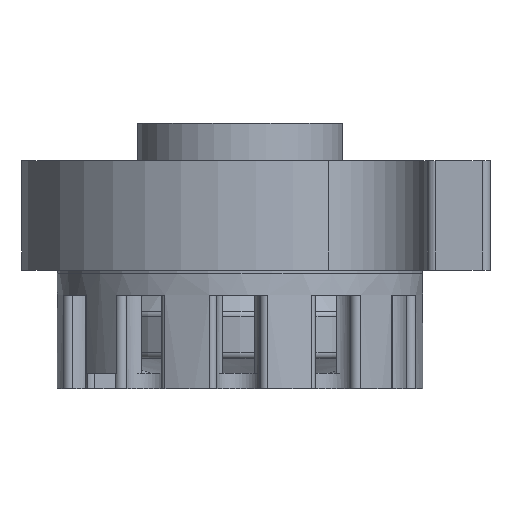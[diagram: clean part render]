
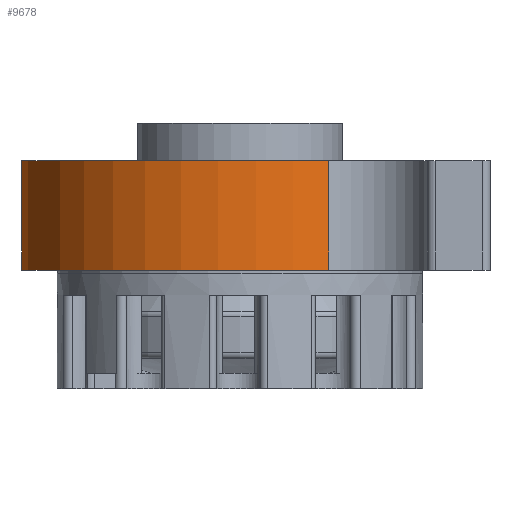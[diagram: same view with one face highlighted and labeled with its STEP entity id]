
A CAD part, left-side view. The second image highlights one B-rep face of the part: STEP entity #9678.
In plain terms, the highlighted cylindrical face has radius 70 mm (diameter 140 mm), a partial arc.
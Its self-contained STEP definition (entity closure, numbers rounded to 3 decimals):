
#1141=FACE_OUTER_BOUND('',#1932,.T.);
#1932=EDGE_LOOP('',(#8724,#8725,#8726,#8727));
#2421=LINE('',#17452,#2908);
#2422=LINE('',#17454,#2909);
#2908=VECTOR('',#14174,10.);
#2909=VECTOR('',#14177,10.);
#3723=CIRCLE('',#10993,70.);
#3730=CIRCLE('',#11003,70.);
#4615=VERTEX_POINT('',#17329);
#4616=VERTEX_POINT('',#17331);
#4626=VERTEX_POINT('',#17357);
#4627=VERTEX_POINT('',#17359);
#5931=EDGE_CURVE('',#4615,#4616,#3723,.T.);
#5945=EDGE_CURVE('',#4626,#4627,#3730,.F.);
#5992=EDGE_CURVE('',#4627,#4615,#2421,.T.);
#5993=EDGE_CURVE('',#4616,#4626,#2422,.T.);
#8724=ORIENTED_EDGE('',*,*,#5992,.F.);
#8725=ORIENTED_EDGE('',*,*,#5945,.F.);
#8726=ORIENTED_EDGE('',*,*,#5993,.F.);
#8727=ORIENTED_EDGE('',*,*,#5931,.F.);
#9152=CYLINDRICAL_SURFACE('',#11093,70.);
#9678=ADVANCED_FACE('',(#1141),#9152,.T.);
#10993=AXIS2_PLACEMENT_3D('',#17332,#14040,#14041);
#11003=AXIS2_PLACEMENT_3D('',#17360,#14067,#14068);
#11093=AXIS2_PLACEMENT_3D('',#17544,#14290,#14291);
#14040=DIRECTION('center_axis',(0.,0.,-1.));
#14041=DIRECTION('ref_axis',(1.,0.,0.));
#14067=DIRECTION('center_axis',(0.,0.,-1.));
#14068=DIRECTION('ref_axis',(-1.,0.,0.));
#14174=DIRECTION('',(0.,0.,-1.));
#14177=DIRECTION('',(0.,0.,1.));
#14290=DIRECTION('center_axis',(0.,0.,-1.));
#14291=DIRECTION('ref_axis',(0.,1.,0.));
#17329=CARTESIAN_POINT('',(-63.99,-28.378,-10.));
#17331=CARTESIAN_POINT('',(63.99,-28.378,-10.));
#17332=CARTESIAN_POINT('Origin',(0.,0.,-10.));
#17357=CARTESIAN_POINT('',(63.99,-28.378,25.));
#17359=CARTESIAN_POINT('',(-63.99,-28.378,25.));
#17360=CARTESIAN_POINT('Origin',(0.,0.,25.));
#17452=CARTESIAN_POINT('',(-63.99,-28.378,25.));
#17454=CARTESIAN_POINT('',(63.99,-28.378,25.));
#17544=CARTESIAN_POINT('Origin',(0.,0.,25.));
